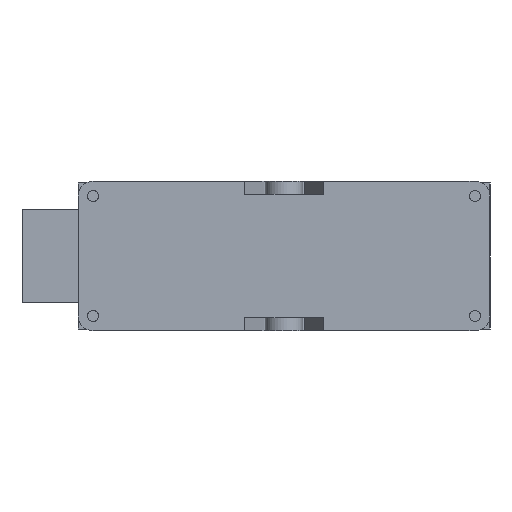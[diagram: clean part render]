
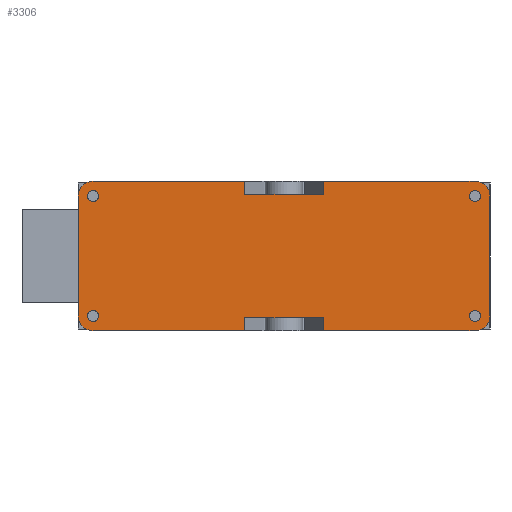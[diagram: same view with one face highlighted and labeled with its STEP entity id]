
A CAD part, front view. The second image highlights one B-rep face of the part: STEP entity #3306.
In plain terms, the highlighted planar face has unit normal (0, -1, 0).
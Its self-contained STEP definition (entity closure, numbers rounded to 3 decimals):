
#1180=CARTESIAN_POINT('',(99.,0.,32.));
#1181=VERTEX_POINT('',#1180);
#1182=CARTESIAN_POINT('',(102.0,0.0,32.));
#1183=DIRECTION('',(0.0,1.0,0.0));
#1184=DIRECTION('',(1.0,0.0,0.0));
#1185=AXIS2_PLACEMENT_3D('',#1182,#1183,#1184);
#1186=CIRCLE('',#1185,3.);
#1187=EDGE_CURVE('',#1181,#1181,#1186,.T.);
#1290=CARTESIAN_POINT('',(-105.0,0.,-32.0));
#1291=VERTEX_POINT('',#1290);
#1292=CARTESIAN_POINT('',(-102.0,0.,-32.0));
#1293=DIRECTION('',(0.0,1.0,0.0));
#1294=DIRECTION('',(1.0,0.0,0.0));
#1295=AXIS2_PLACEMENT_3D('',#1292,#1293,#1294);
#1296=CIRCLE('',#1295,3.);
#1297=EDGE_CURVE('',#1291,#1291,#1296,.T.);
#1400=CARTESIAN_POINT('',(-105.0,0.,32.));
#1401=VERTEX_POINT('',#1400);
#1402=CARTESIAN_POINT('',(-102.0,0.,32.));
#1403=DIRECTION('',(0.0,1.0,0.0));
#1404=DIRECTION('',(1.0,0.0,0.0));
#1405=AXIS2_PLACEMENT_3D('',#1402,#1403,#1404);
#1406=CIRCLE('',#1405,3.);
#1407=EDGE_CURVE('',#1401,#1401,#1406,.T.);
#1510=CARTESIAN_POINT('',(99.,0.,-32.0));
#1511=VERTEX_POINT('',#1510);
#1512=CARTESIAN_POINT('',(102.0,0.0,-32.0));
#1513=DIRECTION('',(0.0,1.0,0.0));
#1514=DIRECTION('',(1.0,0.0,0.0));
#1515=AXIS2_PLACEMENT_3D('',#1512,#1513,#1514);
#1516=CIRCLE('',#1515,3.);
#1517=EDGE_CURVE('',#1511,#1511,#1516,.T.);
#1530=CARTESIAN_POINT('',(102.0,0.,40.0));
#1531=VERTEX_POINT('',#1530);
#1532=CARTESIAN_POINT('',(110.0,0.,32.0));
#1533=VERTEX_POINT('',#1532);
#1534=CARTESIAN_POINT('',(102.0,0.0,32.0));
#1535=DIRECTION('',(0.0,1.0,0.0));
#1536=DIRECTION('',(0.707,0.0,0.707));
#1537=AXIS2_PLACEMENT_3D('',#1534,#1535,#1536);
#1538=CIRCLE('',#1537,8.);
#1539=EDGE_CURVE('',#1531,#1533,#1538,.T.);
#1665=CARTESIAN_POINT('',(-102.,0.,40.0));
#1666=VERTEX_POINT('',#1665);
#1673=CARTESIAN_POINT('',(-21.,0.0,40.0));
#1674=VERTEX_POINT('',#1673);
#1675=CARTESIAN_POINT('',(-21.,0.0,40.0));
#1676=DIRECTION('',(-1.0,0.0,0.0));
#1677=VECTOR('',#1676,81.0);
#1678=LINE('',#1675,#1677);
#1679=EDGE_CURVE('',#1674,#1666,#1678,.T.);
#1732=CARTESIAN_POINT('',(21.,0.0,40.0));
#1733=VERTEX_POINT('',#1732);
#1740=CARTESIAN_POINT('',(102.0,0.,40.0));
#1741=DIRECTION('',(-1.0,0.0,0.0));
#1742=VECTOR('',#1741,81.);
#1743=LINE('',#1740,#1742);
#1744=EDGE_CURVE('',#1531,#1733,#1743,.T.);
#1911=CARTESIAN_POINT('',(-102.,0.,-40.0));
#1912=VERTEX_POINT('',#1911);
#1913=CARTESIAN_POINT('',(-110.0,0.0,-32.0));
#1914=VERTEX_POINT('',#1913);
#1915=CARTESIAN_POINT('',(-102.,0.,-32.0));
#1916=DIRECTION('',(0.,1.,0.));
#1917=DIRECTION('',(-0.707,0.,-0.707));
#1918=AXIS2_PLACEMENT_3D('',#1915,#1916,#1917);
#1919=CIRCLE('',#1918,8.);
#1920=EDGE_CURVE('',#1912,#1914,#1919,.T.);
#1944=CARTESIAN_POINT('',(-110.0,0.0,32.0));
#1945=VERTEX_POINT('',#1944);
#1946=CARTESIAN_POINT('',(-110.0,0.0,32.0));
#1947=DIRECTION('',(0.0,0.0,-1.0));
#1948=VECTOR('',#1947,64.0);
#1949=LINE('',#1946,#1948);
#1950=EDGE_CURVE('',#1945,#1914,#1949,.T.);
#1971=CARTESIAN_POINT('',(-102.,0.,32.0));
#1972=DIRECTION('',(0.,1.,0.));
#1973=DIRECTION('',(-0.707,0.,0.707));
#1974=AXIS2_PLACEMENT_3D('',#1971,#1972,#1973);
#1975=CIRCLE('',#1974,8.);
#1976=EDGE_CURVE('',#1945,#1666,#1975,.T.);
#1988=CARTESIAN_POINT('',(110.0,0.,-32.0));
#1989=VERTEX_POINT('',#1988);
#1996=CARTESIAN_POINT('',(102.0,0.,-40.0));
#1997=VERTEX_POINT('',#1996);
#1998=CARTESIAN_POINT('',(102.0,0.0,-32.0));
#1999=DIRECTION('',(0.0,1.0,0.0));
#2000=DIRECTION('',(0.707,0.0,-0.707));
#2001=AXIS2_PLACEMENT_3D('',#1998,#1999,#2000);
#2002=CIRCLE('',#2001,8.);
#2003=EDGE_CURVE('',#1989,#1997,#2002,.T.);
#2097=CARTESIAN_POINT('',(21.,0.0,-40.0));
#2098=VERTEX_POINT('',#2097);
#2099=CARTESIAN_POINT('',(21.,0.0,-40.0));
#2100=DIRECTION('',(1.0,0.0,0.0));
#2101=VECTOR('',#2100,81.);
#2102=LINE('',#2099,#2101);
#2103=EDGE_CURVE('',#2098,#1997,#2102,.T.);
#2156=CARTESIAN_POINT('',(-21.,0.0,-40.0));
#2157=VERTEX_POINT('',#2156);
#2164=CARTESIAN_POINT('',(-102.,0.,-40.0));
#2165=DIRECTION('',(1.0,0.0,0.0));
#2166=VECTOR('',#2165,81.0);
#2167=LINE('',#2164,#2166);
#2168=EDGE_CURVE('',#1912,#2157,#2167,.T.);
#2443=CARTESIAN_POINT('',(21.,0.0,33.0));
#2444=VERTEX_POINT('',#2443);
#2451=CARTESIAN_POINT('',(21.,0.0,40.0));
#2452=DIRECTION('',(0.0,0.0,-1.0));
#2453=VECTOR('',#2452,7.0);
#2454=LINE('',#2451,#2453);
#2455=EDGE_CURVE('',#1733,#2444,#2454,.T.);
#2467=CARTESIAN_POINT('',(-21.,0.0,33.0));
#2468=VERTEX_POINT('',#2467);
#2477=CARTESIAN_POINT('',(-21.,0.0,33.0));
#2478=DIRECTION('',(0.0,0.0,1.0));
#2479=VECTOR('',#2478,7.0);
#2480=LINE('',#2477,#2479);
#2481=EDGE_CURVE('',#2468,#1674,#2480,.T.);
#2493=CARTESIAN_POINT('',(21.,0.0,33.0));
#2494=DIRECTION('',(-1.0,0.0,0.0));
#2495=VECTOR('',#2494,42.);
#2496=LINE('',#2493,#2495);
#2497=EDGE_CURVE('',#2444,#2468,#2496,.T.);
#2682=CARTESIAN_POINT('',(21.,0.0,-33.0));
#2683=VERTEX_POINT('',#2682);
#2692=CARTESIAN_POINT('',(21.,0.0,-33.0));
#2693=DIRECTION('',(0.0,0.0,-1.0));
#2694=VECTOR('',#2693,7.0);
#2695=LINE('',#2692,#2694);
#2696=EDGE_CURVE('',#2683,#2098,#2695,.T.);
#2706=CARTESIAN_POINT('',(-21.,0.0,-33.0));
#2707=VERTEX_POINT('',#2706);
#2714=CARTESIAN_POINT('',(-21.,0.0,-40.0));
#2715=DIRECTION('',(0.0,0.0,1.0));
#2716=VECTOR('',#2715,7.0);
#2717=LINE('',#2714,#2716);
#2718=EDGE_CURVE('',#2157,#2707,#2717,.T.);
#2736=CARTESIAN_POINT('',(-21.,0.0,-33.0));
#2737=DIRECTION('',(1.0,0.0,0.0));
#2738=VECTOR('',#2737,42.);
#2739=LINE('',#2736,#2738);
#2740=EDGE_CURVE('',#2707,#2683,#2739,.T.);
#3260=CARTESIAN_POINT('',(110.0,0.,-32.0));
#3261=DIRECTION('',(0.0,0.0,1.0));
#3262=VECTOR('',#3261,64.0);
#3263=LINE('',#3260,#3262);
#3264=EDGE_CURVE('',#1989,#1533,#3263,.T.);
#3271=CARTESIAN_POINT('',(110.0,0.,0.0));
#3272=DIRECTION('',(0.0,-1.0,0.0));
#3273=DIRECTION('',(0.0,0.0,-1.0));
#3274=AXIS2_PLACEMENT_3D('',#3271,#3272,#3273);
#3275=PLANE('',#3274);
#3276=ORIENTED_EDGE('',*,*,#1539,.F.);
#3277=ORIENTED_EDGE('',*,*,#1744,.T.);
#3278=ORIENTED_EDGE('',*,*,#2455,.T.);
#3279=ORIENTED_EDGE('',*,*,#2497,.T.);
#3280=ORIENTED_EDGE('',*,*,#2481,.T.);
#3281=ORIENTED_EDGE('',*,*,#1679,.T.);
#3282=ORIENTED_EDGE('',*,*,#1976,.F.);
#3283=ORIENTED_EDGE('',*,*,#1950,.T.);
#3284=ORIENTED_EDGE('',*,*,#1920,.F.);
#3285=ORIENTED_EDGE('',*,*,#2168,.T.);
#3286=ORIENTED_EDGE('',*,*,#2718,.T.);
#3287=ORIENTED_EDGE('',*,*,#2740,.T.);
#3288=ORIENTED_EDGE('',*,*,#2696,.T.);
#3289=ORIENTED_EDGE('',*,*,#2103,.T.);
#3290=ORIENTED_EDGE('',*,*,#2003,.F.);
#3291=ORIENTED_EDGE('',*,*,#3264,.T.);
#3292=EDGE_LOOP('',(#3276,#3277,#3278,#3279,#3280,#3281,#3282,#3283,#3284,#3285,#3286,#3287,#3288,#3289,#3290,#3291));
#3293=FACE_OUTER_BOUND('',#3292,.T.);
#3294=ORIENTED_EDGE('',*,*,#1187,.T.);
#3295=EDGE_LOOP('',(#3294));
#3296=FACE_BOUND('',#3295,.T.);
#3297=ORIENTED_EDGE('',*,*,#1297,.T.);
#3298=EDGE_LOOP('',(#3297));
#3299=FACE_BOUND('',#3298,.T.);
#3300=ORIENTED_EDGE('',*,*,#1407,.T.);
#3301=EDGE_LOOP('',(#3300));
#3302=FACE_BOUND('',#3301,.T.);
#3303=ORIENTED_EDGE('',*,*,#1517,.T.);
#3304=EDGE_LOOP('',(#3303));
#3305=FACE_BOUND('',#3304,.T.);
#3306=ADVANCED_FACE('',(#3293,#3296,#3299,#3302,#3305),#3275,.T.);
